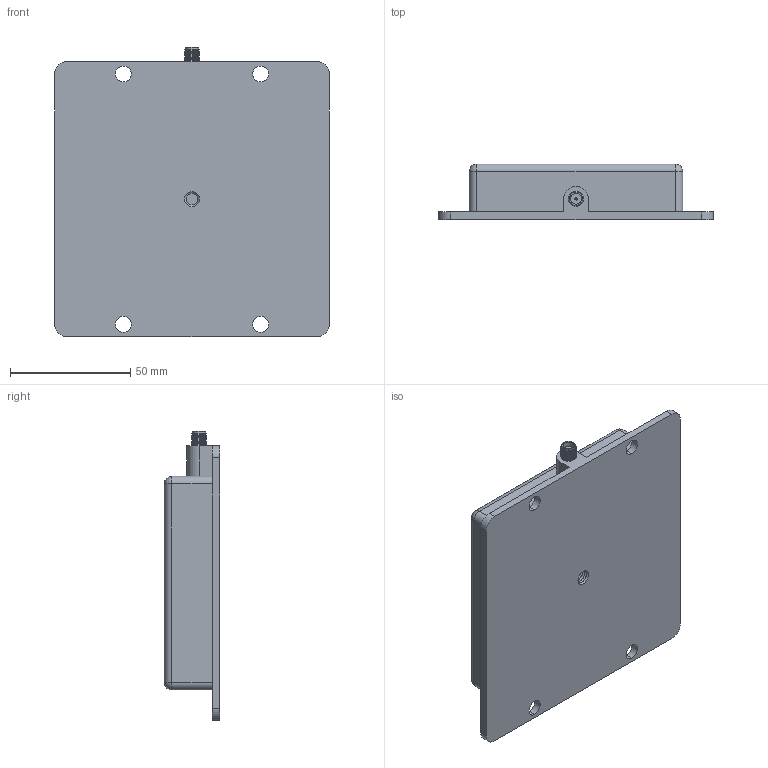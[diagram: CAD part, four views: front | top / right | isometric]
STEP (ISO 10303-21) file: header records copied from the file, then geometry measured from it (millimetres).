
FILE_DESCRIPTION (( 'STEP AP203' ), '1' );
FILE_NAME ('HG5811P.STEP', '2011-10-04T13:25:16', ( 'x' ), ( 'Microsoft' ), 'SwSTEP 2.0', 'SolidWorks 2010', '' );
FILE_SCHEMA (( 'CONFIG_CONTROL_DESIGN' ));
Length unit declared in the file: inch
Products named in the file (3): HG5811P; 4.5 Square Radome; HG5811P_SMA_Female
Assembly tree (2 placements, depth 2):
  HG5811P
    HG5811P_SMA_Female
    4.5 Square Radome
Bounding box: 114.3 x 23.11 x 120.23 mm (x, y, z)
Volume: 198093.5 mm3; surface area: 35343.8 mm2
Topology: 2 solids, 2 shells, 166 faces, 358 edges, 200 vertices
Faces by surface type: cone 96, cylinder 35, plane 31, sphere 4
Entity records: 4727 total; most frequent: DIRECTION 862, CARTESIAN_POINT 725, ORIENTED_EDGE 708, EDGE_CURVE 354, AXIS2_PLACEMENT_3D 337, VERTEX_POINT 200, LINE 188, VECTOR 188
